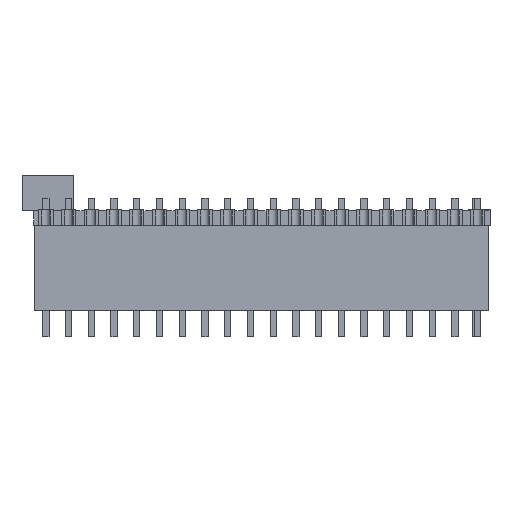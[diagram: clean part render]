
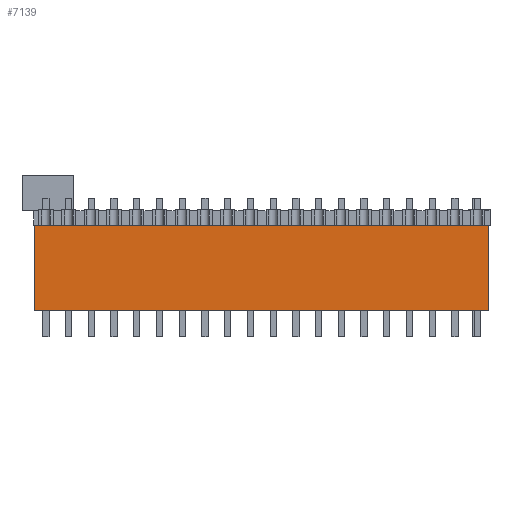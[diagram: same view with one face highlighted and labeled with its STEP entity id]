
A CAD part, left-side view. The second image highlights one B-rep face of the part: STEP entity #7139.
In plain terms, the highlighted planar face has unit normal (-1, 0, 0).
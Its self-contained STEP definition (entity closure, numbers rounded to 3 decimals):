
#7139 = ADVANCED_FACE('',(#7140),#7174,.F.);
#7140 = FACE_BOUND('',#7141,.F.);
#7141 = EDGE_LOOP('',(#7142,#7152,#7160,#7168));
#7142 = ORIENTED_EDGE('',*,*,#7143,.F.);
#7143 = EDGE_CURVE('',#7144,#7146,#7148,.T.);
#7144 = VERTEX_POINT('',#7145);
#7145 = CARTESIAN_POINT('',(-1.25,-25.38,0.));
#7146 = VERTEX_POINT('',#7147);
#7147 = CARTESIAN_POINT('',(-1.25,-25.38,9.5));
#7148 = LINE('',#7149,#7150);
#7149 = CARTESIAN_POINT('',(-1.25,-25.38,0.));
#7150 = VECTOR('',#7151,1.);
#7151 = DIRECTION('',(0.,0.,1.));
#7152 = ORIENTED_EDGE('',*,*,#7153,.T.);
#7153 = EDGE_CURVE('',#7144,#7154,#7156,.T.);
#7154 = VERTEX_POINT('',#7155);
#7155 = CARTESIAN_POINT('',(-1.25,25.38,0.));
#7156 = LINE('',#7157,#7158);
#7157 = CARTESIAN_POINT('',(-1.25,-25.38,0.));
#7158 = VECTOR('',#7159,1.);
#7159 = DIRECTION('',(0.,1.,0.));
#7160 = ORIENTED_EDGE('',*,*,#7161,.T.);
#7161 = EDGE_CURVE('',#7154,#7162,#7164,.T.);
#7162 = VERTEX_POINT('',#7163);
#7163 = CARTESIAN_POINT('',(-1.25,25.38,9.5));
#7164 = LINE('',#7165,#7166);
#7165 = CARTESIAN_POINT('',(-1.25,25.38,0.));
#7166 = VECTOR('',#7167,1.);
#7167 = DIRECTION('',(0.,0.,1.));
#7168 = ORIENTED_EDGE('',*,*,#7169,.F.);
#7169 = EDGE_CURVE('',#7146,#7162,#7170,.T.);
#7170 = LINE('',#7171,#7172);
#7171 = CARTESIAN_POINT('',(-1.25,-25.38,9.5));
#7172 = VECTOR('',#7173,1.);
#7173 = DIRECTION('',(0.,1.,0.));
#7174 = PLANE('',#7175);
#7175 = AXIS2_PLACEMENT_3D('',#7176,#7177,#7178);
#7176 = CARTESIAN_POINT('',(-1.25,-25.38,0.));
#7177 = DIRECTION('',(1.,0.,0.));
#7178 = DIRECTION('',(0.,0.,1.));
